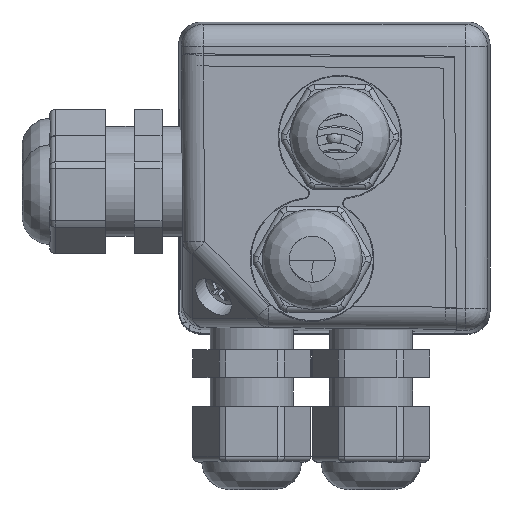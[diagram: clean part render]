
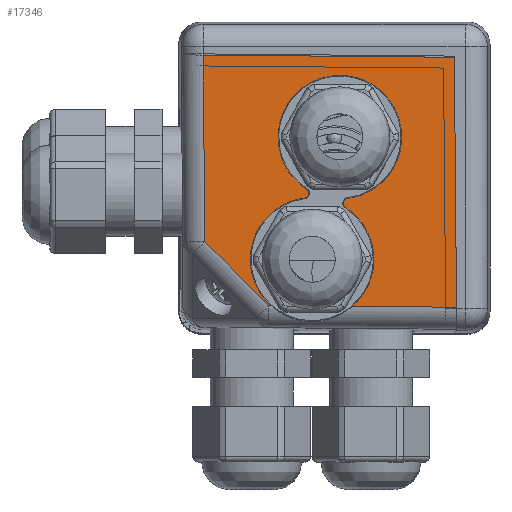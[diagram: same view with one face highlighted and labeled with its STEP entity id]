
A CAD part, top view. The second image highlights one B-rep face of the part: STEP entity #17346.
In plain terms, the highlighted planar face has unit normal (-0.009, -0.009, 1).
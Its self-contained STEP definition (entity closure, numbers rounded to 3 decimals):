
#157=ELLIPSE('',#18643,11.118,11.117);
#158=ELLIPSE('',#18646,0.878,0.878);
#159=ELLIPSE('',#18649,0.88,0.88);
#160=ELLIPSE('',#18652,11.126,11.125);
#161=ELLIPSE('',#18654,11.126,11.125);
#699=LINE('',#28003,#2360);
#701=LINE('',#28014,#2362);
#702=LINE('',#28027,#2363);
#703=LINE('',#28029,#2364);
#704=LINE('',#28031,#2365);
#705=LINE('',#28032,#2366);
#2360=VECTOR('',#21470,0.394);
#2362=VECTOR('',#21480,18.729);
#2363=VECTOR('',#21495,45.182);
#2364=VECTOR('',#21496,45.186);
#2365=VECTOR('',#21497,33.774);
#2366=VECTOR('',#21498,16.281);
#3958=PLANE('',#18671);
#5304=FACE_OUTER_BOUND('',#6406,.T.);
#6406=EDGE_LOOP('',(#13763,#13764,#13765,#13766,#13767,#13768,#13769,#13770,
#13771,#13772,#13773));
#8441=VERTEX_POINT('',#27948);
#8442=VERTEX_POINT('',#27949);
#8445=VERTEX_POINT('',#27957);
#8447=VERTEX_POINT('',#27963);
#8449=VERTEX_POINT('',#27969);
#8450=VERTEX_POINT('',#27972);
#8455=VERTEX_POINT('',#28002);
#8460=VERTEX_POINT('',#28012);
#8465=VERTEX_POINT('',#28026);
#8466=VERTEX_POINT('',#28028);
#8467=VERTEX_POINT('',#28030);
#10400=EDGE_CURVE('',#8441,#8442,#157,.T.);
#10404=EDGE_CURVE('',#8445,#8441,#158,.T.);
#10407=EDGE_CURVE('',#8442,#8447,#159,.T.);
#10410=EDGE_CURVE('',#8447,#8449,#160,.T.);
#10412=EDGE_CURVE('',#8450,#8445,#161,.T.);
#10418=EDGE_CURVE('',#8450,#8455,#699,.T.);
#10424=EDGE_CURVE('',#8460,#8449,#701,.T.);
#10429=EDGE_CURVE('',#8465,#8460,#702,.T.);
#10430=EDGE_CURVE('',#8466,#8465,#703,.T.);
#10431=EDGE_CURVE('',#8467,#8466,#704,.T.);
#10432=EDGE_CURVE('',#8455,#8467,#705,.T.);
#13763=ORIENTED_EDGE('',*,*,#10410,.T.);
#13764=ORIENTED_EDGE('',*,*,#10424,.F.);
#13765=ORIENTED_EDGE('',*,*,#10429,.F.);
#13766=ORIENTED_EDGE('',*,*,#10430,.F.);
#13767=ORIENTED_EDGE('',*,*,#10431,.F.);
#13768=ORIENTED_EDGE('',*,*,#10432,.F.);
#13769=ORIENTED_EDGE('',*,*,#10418,.F.);
#13770=ORIENTED_EDGE('',*,*,#10412,.T.);
#13771=ORIENTED_EDGE('',*,*,#10404,.T.);
#13772=ORIENTED_EDGE('',*,*,#10400,.T.);
#13773=ORIENTED_EDGE('',*,*,#10407,.T.);
#17346=ADVANCED_FACE('',(#5304),#3958,.T.);
#18643=AXIS2_PLACEMENT_3D('',#27950,#21430,#21431);
#18646=AXIS2_PLACEMENT_3D('',#27958,#21438,#21439);
#18649=AXIS2_PLACEMENT_3D('',#27964,#21445,#21446);
#18652=AXIS2_PLACEMENT_3D('',#27970,#21452,#21453);
#18654=AXIS2_PLACEMENT_3D('',#27973,#21456,#21457);
#18671=AXIS2_PLACEMENT_3D('',#28025,#21493,#21494);
#21430=DIRECTION('center_axis',(0.009,0.009,
-1.));
#21431=DIRECTION('ref_axis',(0.707,0.707,0.012));
#21438=DIRECTION('center_axis',(-0.009,-0.009,
1.));
#21439=DIRECTION('ref_axis',(-0.707,-0.707,-0.012));
#21445=DIRECTION('center_axis',(-0.009,-0.009,
1.));
#21446=DIRECTION('ref_axis',(0.707,0.707,0.012));
#21452=DIRECTION('center_axis',(0.009,0.009,
-1.));
#21453=DIRECTION('ref_axis',(0.707,0.707,0.012));
#21456=DIRECTION('center_axis',(0.009,0.009,
-1.));
#21457=DIRECTION('ref_axis',(-0.707,-0.707,-0.012));
#21470=DIRECTION('',(-1.,0.009,-0.009));
#21480=DIRECTION('',(-1.,0.009,-0.009));
#21493=DIRECTION('center_axis',(-0.009,-0.009,
1.));
#21494=DIRECTION('ref_axis',(1.,0.,0.009));
#21495=DIRECTION('',(0.009,-1.,-0.009));
#21496=DIRECTION('',(1.,-0.009,0.009));
#21497=DIRECTION('',(-0.009,1.,0.009));
#21498=DIRECTION('',(-0.707,0.707,0.));
#27948=CARTESIAN_POINT('',(22.984,25.646,55.513));
#27949=CARTESIAN_POINT('',(30.382,23.966,55.563));
#27950=CARTESIAN_POINT('Origin',(28.997,34.997,55.646));
#27957=CARTESIAN_POINT('',(22.618,24.036,55.496));
#27958=CARTESIAN_POINT('Origin',(22.509,24.907,55.503));
#27963=CARTESIAN_POINT('',(30.015,22.353,55.546));
#27964=CARTESIAN_POINT('Origin',(30.491,23.093,55.556));
#27969=CARTESIAN_POINT('',(31.252,4.562,55.403));
#27970=CARTESIAN_POINT('Origin',(23.997,12.997,55.413));
#27972=CARTESIAN_POINT('',(16.598,4.688,55.277));
#27973=CARTESIAN_POINT('Origin',(23.997,12.997,55.413));
#28002=CARTESIAN_POINT('',(16.204,4.691,55.274));
#28003=CARTESIAN_POINT('',(16.598,4.688,55.277));
#28012=CARTESIAN_POINT('',(49.979,4.402,55.563));
#28014=CARTESIAN_POINT('',(49.979,4.402,55.563));
#28025=CARTESIAN_POINT('Origin',(27.191,27.186,55.563));
#28026=CARTESIAN_POINT('',(49.585,49.581,55.95));
#28027=CARTESIAN_POINT('',(49.585,49.581,55.95));
#28028=CARTESIAN_POINT('',(4.402,49.975,55.563));
#28029=CARTESIAN_POINT('',(4.402,49.975,55.563));
#28030=CARTESIAN_POINT('',(4.691,16.204,55.274));
#28031=CARTESIAN_POINT('',(4.691,16.204,55.274));
#28032=CARTESIAN_POINT('',(16.204,4.691,55.274));
